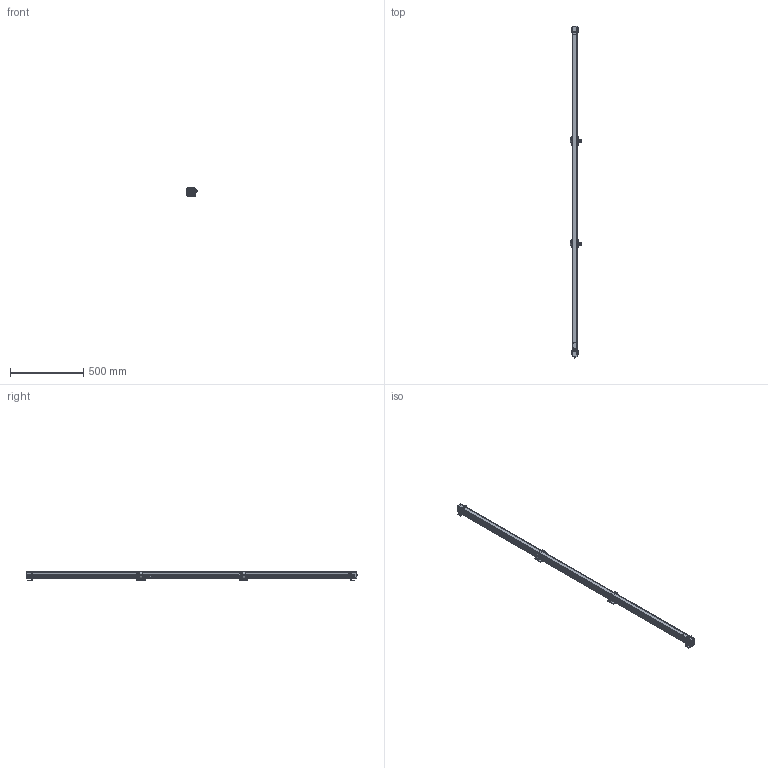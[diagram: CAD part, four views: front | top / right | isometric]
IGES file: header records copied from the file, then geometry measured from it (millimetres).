
Start section:  PTC IGES file: 139562_sm01.igs
Global section: file name: 139562_sm01.igs; native system: Creo Parametric by PTC Inc.; preprocessor: 2022414; author: banengservice; organization: Unknown; date: 20240522.093911; units: millimetre
Bounding box: 78.41 x 2261.75 x 64.26 mm (x, y, z)
Volume: 6119430.6 mm3; surface area: 4280916 mm2
Topology: 22 solids, 32 shells, 5108 faces, 28278 edges, 37010 vertices
Faces by surface type: bspline 3106, revolution 2002
